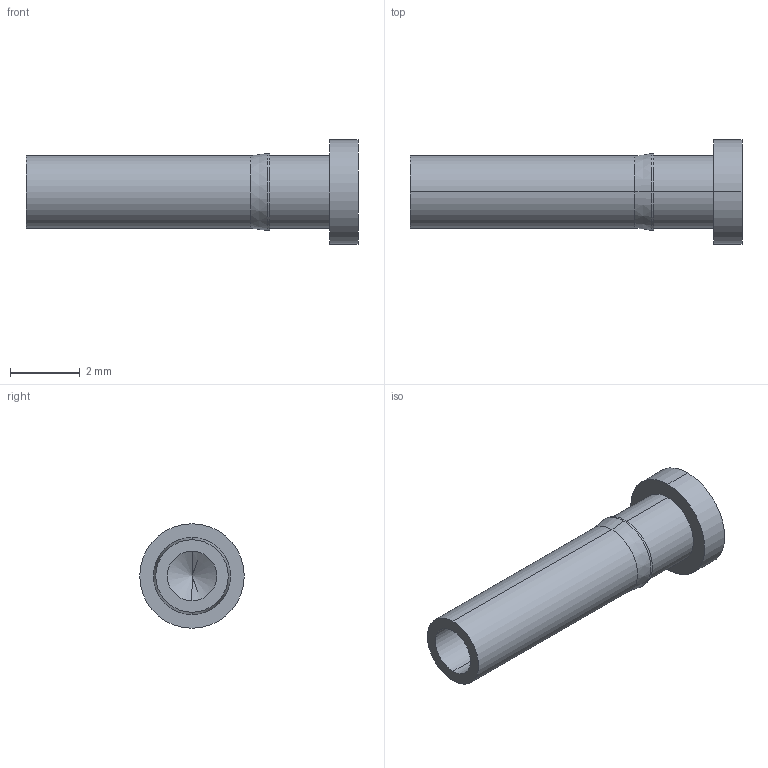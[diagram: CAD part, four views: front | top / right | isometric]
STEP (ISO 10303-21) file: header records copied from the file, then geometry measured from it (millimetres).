
FILE_DESCRIPTION (( 'STEP AP214' ), '1' );
FILE_NAME ('IF-PI-9.53-3.00.STEP', '2020-06-22T06:42:10', ( '' ), ( '' ), 'SwSTEP 2.0', 'SolidWorks 2020', '' );
FILE_SCHEMA (( 'AUTOMOTIVE_DESIGN' ));
Length unit declared in the file: millimetre
Products named in the file (1): IF-PI-9.53-3.00
Bounding box: 9.53 x 3 x 3 mm (x, y, z)
Volume: 31.2 mm3; surface area: 90.9 mm2
Topology: 1 solids, 1 shells, 18 faces, 36 edges, 21 vertices
Faces by surface type: cylinder 10, cone 4, plane 4
Entity records: 492 total; most frequent: DIRECTION 92, CARTESIAN_POINT 74, ORIENTED_EDGE 68, AXIS2_PLACEMENT_3D 39, EDGE_CURVE 34, EDGE_LOOP 21, VERTEX_POINT 21, CIRCLE 20
